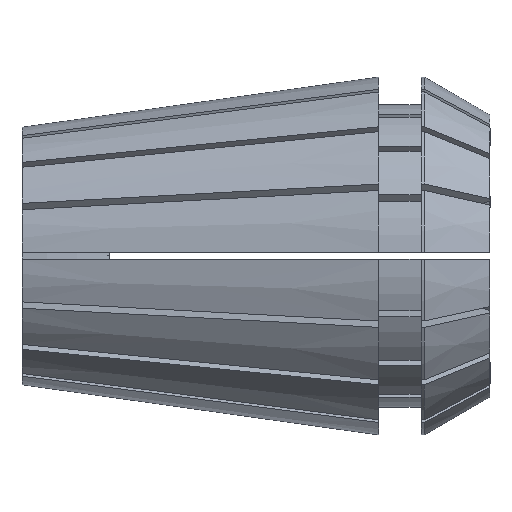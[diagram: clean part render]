
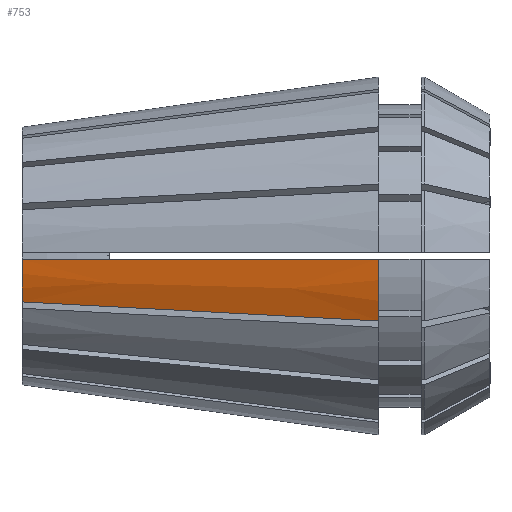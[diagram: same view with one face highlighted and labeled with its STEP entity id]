
A CAD part, top view. The second image highlights one B-rep face of the part: STEP entity #753.
In plain terms, the highlighted conical face has half-angle 8 degrees and reference radius 13 mm.
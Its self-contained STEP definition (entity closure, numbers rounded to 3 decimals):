
#369 = VERTEX_POINT ( 'NONE', #6062 ) ;
#471 = CARTESIAN_POINT ( 'NONE',  ( 2.167, -0.25, 9.662 ) ) ;
#629 = CARTESIAN_POINT ( 'NONE',  ( 0., -3.35, 8.74 ) ) ;
#753 = ADVANCED_FACE ( 'NONE', ( #5660 ), #5501, .T. ) ;
#1006 = CARTESIAN_POINT ( 'NONE',  ( 0., -0.25, 9.357 ) ) ;
#1047 = CARTESIAN_POINT ( 'NONE',  ( 0., -3.35, 8.74 ) ) ;
#1093 = CARTESIAN_POINT ( 'NONE',  ( 0., 0., 0. ) ) ;
#1622 = DIRECTION ( 'NONE',  ( 0., 0., 1. ) ) ;
#1822 = B_SPLINE_CURVE_WITH_KNOTS ( 'NONE', 3,
 ( #1047, #4234, #5285, #2117, #5813, #2628, #6340 ),
 .UNSPECIFIED., .F., .F.,
 ( 4, 3, 4 ),
 ( 0., 0.016, 0.026 ),
 .UNSPECIFIED. ) ;
#1891 = CIRCLE ( 'NONE', #2867, 9.36 ) ;
#1908 = B_SPLINE_CURVE_WITH_KNOTS ( 'NONE', 3,
 ( #2052, #5221, #2557, #6271, #3115, #6820, #3671, #471, #4198, #1006 ),
 .UNSPECIFIED., .F., .F.,
 ( 4, 3, 3, 4 ),
 ( 0.052, 0.057, 0.074, 0.078 ),
 .UNSPECIFIED. ) ;
#2052 = CARTESIAN_POINT ( 'NONE',  ( 25.9, -0.25, 12.998 ) ) ;
#2068 = CARTESIAN_POINT ( 'NONE',  ( 25.9, 0., 0. ) ) ;
#2117 = CARTESIAN_POINT ( 'NONE',  ( 16.273, -4.225, 10.854 ) ) ;
#2240 = DIRECTION ( 'NONE',  ( -1., 0., 0. ) ) ;
#2374 = DIRECTION ( 'NONE',  ( 0., 0., 1. ) ) ;
#2424 = ORIENTED_EDGE ( 'NONE', *, *, #4380, .T. ) ;
#2557 = CARTESIAN_POINT ( 'NONE',  ( 22.178, -0.25, 12.475 ) ) ;
#2628 = CARTESIAN_POINT ( 'NONE',  ( 22.691, -4.571, 11.687 ) ) ;
#2675 = VERTEX_POINT ( 'NONE', #6711 ) ;
#2747 = ORIENTED_EDGE ( 'NONE', *, *, #6750, .F. ) ;
#2867 = AXIS2_PLACEMENT_3D ( 'NONE', #1093, #4825, #1622 ) ;
#3115 = CARTESIAN_POINT ( 'NONE',  ( 14.628, -0.25, 11.413 ) ) ;
#3185 = AXIS2_PLACEMENT_3D ( 'NONE', #5198, #5625, #5139 ) ;
#3671 = CARTESIAN_POINT ( 'NONE',  ( 3.25, -0.25, 9.814 ) ) ;
#4079 = VERTEX_POINT ( 'NONE', #629 ) ;
#4198 = CARTESIAN_POINT ( 'NONE',  ( 1.083, -0.25, 9.509 ) ) ;
#4234 = CARTESIAN_POINT ( 'NONE',  ( 5.424, -3.642, 9.445 ) ) ;
#4327 = VERTEX_POINT ( 'NONE', #6411 ) ;
#4344 = ORIENTED_EDGE ( 'NONE', *, *, #5192, .T. ) ;
#4380 = EDGE_CURVE ( 'NONE', #2675, #369, #5075, .T. ) ;
#4531 = ORIENTED_EDGE ( 'NONE', *, *, #4704, .T. ) ;
#4704 = EDGE_CURVE ( 'NONE', #369, #4327, #1908, .T. ) ;
#4825 = DIRECTION ( 'NONE',  ( -1., 0., 0. ) ) ;
#5075 = CIRCLE ( 'NONE', #6552, 13. ) ;
#5139 = DIRECTION ( 'NONE',  ( 0., 0., -1. ) ) ;
#5192 = EDGE_CURVE ( 'NONE', #4079, #2675, #1822, .T. ) ;
#5198 = CARTESIAN_POINT ( 'NONE',  ( 25.9, 0., 0. ) ) ;
#5221 = CARTESIAN_POINT ( 'NONE',  ( 24.039, -0.25, 12.736 ) ) ;
#5285 = CARTESIAN_POINT ( 'NONE',  ( 10.849, -3.933, 10.149 ) ) ;
#5501 = CONICAL_SURFACE ( 'NONE', #3185, 13., 0.14 ) ;
#5589 = EDGE_LOOP ( 'NONE', ( #2747, #4344, #2424, #4531 ) ) ;
#5625 = DIRECTION ( 'NONE',  ( 1., 0., 0. ) ) ;
#5660 = FACE_OUTER_BOUND ( 'NONE', #5589, .T. ) ;
#5813 = CARTESIAN_POINT ( 'NONE',  ( 19.482, -4.398, 11.271 ) ) ;
#6062 = CARTESIAN_POINT ( 'NONE',  ( 25.9, -0.25, 12.998 ) ) ;
#6271 = CARTESIAN_POINT ( 'NONE',  ( 20.317, -0.25, 12.213 ) ) ;
#6340 = CARTESIAN_POINT ( 'NONE',  ( 25.9, -4.743, 12.104 ) ) ;
#6411 = CARTESIAN_POINT ( 'NONE',  ( 0., -0.25, 9.357 ) ) ;
#6552 = AXIS2_PLACEMENT_3D ( 'NONE', #2068, #2240, #2374 ) ;
#6711 = CARTESIAN_POINT ( 'NONE',  ( 25.9, -4.743, 12.104 ) ) ;
#6750 = EDGE_CURVE ( 'NONE', #4079, #4327, #1891, .T. ) ;
#6820 = CARTESIAN_POINT ( 'NONE',  ( 8.939, -0.25, 10.614 ) ) ;
